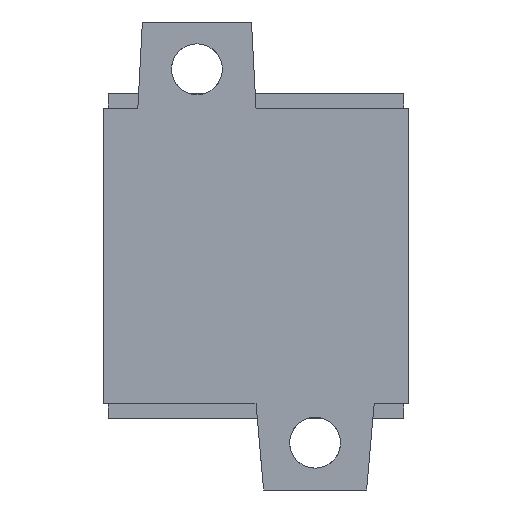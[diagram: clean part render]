
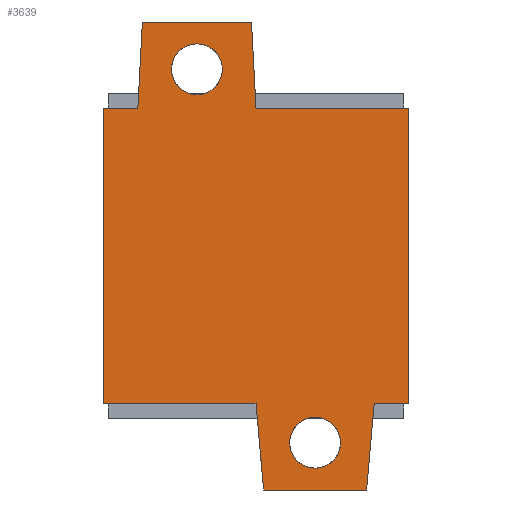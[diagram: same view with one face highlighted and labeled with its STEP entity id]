
A CAD part, front view. The second image highlights one B-rep face of the part: STEP entity #3639.
In plain terms, the highlighted planar face has unit normal (0, -1, 0).
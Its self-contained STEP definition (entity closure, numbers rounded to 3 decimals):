
#1184=DIRECTION('',(-1.,0.,0.));
#1185=VECTOR('',#1184,9.235);
#1186=CARTESIAN_POINT('',(-0.383,0.,19.8));
#1187=LINE('',#1186,#1185);
#1188=DIRECTION('',(-0.087,0.,-0.996));
#1189=VECTOR('',#1188,7.328);
#1190=CARTESIAN_POINT('',(10.001,0.,-12.5));
#1191=LINE('',#1190,#1189);
#1192=DIRECTION('',(-1.,0.,0.));
#1193=VECTOR('',#1192,8.723);
#1194=CARTESIAN_POINT('',(9.361,0.,-19.8));
#1195=LINE('',#1194,#1193);
#1196=DIRECTION('',(-0.087,0.,0.996));
#1197=VECTOR('',#1196,7.328);
#1198=CARTESIAN_POINT('',(0.639,0.,-19.8));
#1199=LINE('',#1198,#1197);
#1200=DIRECTION('',(-1.,0.,0.));
#1201=VECTOR('',#1200,12.9);
#1202=CARTESIAN_POINT('',(0.,0.,-12.5));
#1203=LINE('',#1202,#1201);
#1204=DIRECTION('',(0.,0.,1.));
#1205=VECTOR('',#1204,25.);
#1206=CARTESIAN_POINT('',(-12.9,0.,-12.5));
#1207=LINE('',#1206,#1205);
#1208=DIRECTION('',(1.,0.,0.));
#1209=VECTOR('',#1208,2.899);
#1210=CARTESIAN_POINT('',(-12.9,0.,12.5));
#1211=LINE('',#1210,#1209);
#1212=DIRECTION('',(0.052,0.,0.999));
#1213=VECTOR('',#1212,7.31);
#1214=CARTESIAN_POINT('',(-10.001,0.,12.5));
#1215=LINE('',#1214,#1213);
#1216=DIRECTION('',(0.052,0.,-0.999));
#1217=VECTOR('',#1216,7.31);
#1218=CARTESIAN_POINT('',(-0.383,0.,19.8));
#1219=LINE('',#1218,#1217);
#1220=DIRECTION('',(1.,0.,0.));
#1221=VECTOR('',#1220,12.9);
#1222=CARTESIAN_POINT('',(0.,0.,12.5));
#1223=LINE('',#1222,#1221);
#1224=DIRECTION('',(0.,0.,-1.));
#1225=VECTOR('',#1224,25.);
#1226=CARTESIAN_POINT('',(12.9,0.,12.5));
#1227=LINE('',#1226,#1225);
#1228=DIRECTION('',(-1.,0.,0.));
#1229=VECTOR('',#1228,2.899);
#1230=CARTESIAN_POINT('',(12.9,0.,-12.5));
#1231=LINE('',#1230,#1229);
#1232=CARTESIAN_POINT('',(-5.,0.,15.8));
#1233=DIRECTION('',(0.,-1.,0.));
#1234=DIRECTION('',(-1.,0.,0.));
#1235=AXIS2_PLACEMENT_3D('',#1232,#1233,#1234);
#1237=CARTESIAN_POINT('',(-5.,0.,15.8));
#1238=DIRECTION('',(0.,-1.,0.));
#1239=DIRECTION('',(1.,0.,0.));
#1240=AXIS2_PLACEMENT_3D('',#1237,#1238,#1239);
#1242=CARTESIAN_POINT('',(5.,0.,-15.8));
#1243=DIRECTION('',(0.,-1.,0.));
#1244=DIRECTION('',(-1.,0.,0.));
#1245=AXIS2_PLACEMENT_3D('',#1242,#1243,#1244);
#1247=CARTESIAN_POINT('',(5.,0.,-15.8));
#1248=DIRECTION('',(0.,-1.,0.));
#1249=DIRECTION('',(1.,0.,0.));
#1250=AXIS2_PLACEMENT_3D('',#1247,#1248,#1249);
#1495=CARTESIAN_POINT('',(9.361,0.,-19.8));
#1497=VERTEX_POINT('',#1495);
#1500=CARTESIAN_POINT('',(0.639,0.,-19.8));
#1501=VERTEX_POINT('',#1500);
#1502=CARTESIAN_POINT('',(10.001,0.,-12.5));
#1504=VERTEX_POINT('',#1502);
#1506=CARTESIAN_POINT('',(-12.9,0.,-12.5));
#1508=VERTEX_POINT('',#1506);
#1510=CARTESIAN_POINT('',(12.9,0.,-12.5));
#1511=VERTEX_POINT('',#1510);
#1518=CARTESIAN_POINT('',(12.9,0.,12.5));
#1520=VERTEX_POINT('',#1518);
#1522=CARTESIAN_POINT('',(-12.9,0.,12.5));
#1523=CARTESIAN_POINT('',(-10.001,0.,12.5));
#1524=VERTEX_POINT('',#1522);
#1525=VERTEX_POINT('',#1523);
#1526=CARTESIAN_POINT('',(2.85,0.,-15.8));
#1527=CARTESIAN_POINT('',(7.15,0.,-15.8));
#1528=VERTEX_POINT('',#1526);
#1529=VERTEX_POINT('',#1527);
#1530=CARTESIAN_POINT('',(-7.15,0.,15.8));
#1531=CARTESIAN_POINT('',(-2.85,0.,15.8));
#1532=VERTEX_POINT('',#1530);
#1533=VERTEX_POINT('',#1531);
#1534=CARTESIAN_POINT('',(0.,0.,-12.5));
#1535=VERTEX_POINT('',#1534);
#1536=CARTESIAN_POINT('',(-9.617,0.,19.8));
#1537=VERTEX_POINT('',#1536);
#1538=CARTESIAN_POINT('',(-0.383,0.,19.8));
#1539=CARTESIAN_POINT('',(0.,0.,12.5));
#1540=VERTEX_POINT('',#1538);
#1541=VERTEX_POINT('',#1539);
#3608=CARTESIAN_POINT('',(0.,0.,0.));
#3609=DIRECTION('',(0.,1.,0.));
#3610=DIRECTION('',(1.,0.,0.));
#3611=AXIS2_PLACEMENT_3D('',#3608,#3609,#3610);
#3612=PLANE('',#3611);
#3613=ORIENTED_EDGE('',*,*,#3310,.T.);
#3614=ORIENTED_EDGE('',*,*,#3324,.T.);
#3615=ORIENTED_EDGE('',*,*,#3338,.T.);
#3616=ORIENTED_EDGE('',*,*,#3369,.T.);
#3617=ORIENTED_EDGE('',*,*,#3394,.T.);
#3618=ORIENTED_EDGE('',*,*,#3424,.T.);
#3619=ORIENTED_EDGE('',*,*,#3588,.T.);
#3620=ORIENTED_EDGE('',*,*,#3603,.F.);
#3621=ORIENTED_EDGE('',*,*,#3171,.T.);
#3622=ORIENTED_EDGE('',*,*,#3202,.T.);
#3623=ORIENTED_EDGE('',*,*,#3224,.T.);
#3624=ORIENTED_EDGE('',*,*,#3243,.T.);
#3625=EDGE_LOOP('',(#3613,#3614,#3615,#3616,#3617,#3618,#3619,#3620,#3621,#3622,
#3623,#3624));
#3626=FACE_OUTER_BOUND('',#3625,.F.);
#3628=ORIENTED_EDGE('',*,*,#3627,.T.);
#3630=ORIENTED_EDGE('',*,*,#3629,.T.);
#3631=EDGE_LOOP('',(#3628,#3630));
#3632=FACE_BOUND('',#3631,.F.);
#3634=ORIENTED_EDGE('',*,*,#3633,.T.);
#3636=ORIENTED_EDGE('',*,*,#3635,.T.);
#3637=EDGE_LOOP('',(#3634,#3636));
#3638=FACE_BOUND('',#3637,.F.);
#1236=CIRCLE('',#1235,2.15);
#1241=CIRCLE('',#1240,2.15);
#1246=CIRCLE('',#1245,2.15);
#1251=CIRCLE('',#1250,2.15);
#3171=EDGE_CURVE('',#1540,#1541,#1219,.T.);
#3202=EDGE_CURVE('',#1541,#1520,#1223,.T.);
#3224=EDGE_CURVE('',#1520,#1511,#1227,.T.);
#3243=EDGE_CURVE('',#1511,#1504,#1231,.T.);
#3310=EDGE_CURVE('',#1504,#1497,#1191,.T.);
#3324=EDGE_CURVE('',#1497,#1501,#1195,.T.);
#3338=EDGE_CURVE('',#1501,#1535,#1199,.T.);
#3369=EDGE_CURVE('',#1535,#1508,#1203,.T.);
#3394=EDGE_CURVE('',#1508,#1524,#1207,.T.);
#3424=EDGE_CURVE('',#1524,#1525,#1211,.T.);
#3588=EDGE_CURVE('',#1525,#1537,#1215,.T.);
#3603=EDGE_CURVE('',#1540,#1537,#1187,.T.);
#3627=EDGE_CURVE('',#1532,#1533,#1236,.T.);
#3629=EDGE_CURVE('',#1533,#1532,#1241,.T.);
#3633=EDGE_CURVE('',#1528,#1529,#1246,.T.);
#3635=EDGE_CURVE('',#1529,#1528,#1251,.T.);
#3639=ADVANCED_FACE('',(#3626,#3632,#3638),#3612,.F.);
